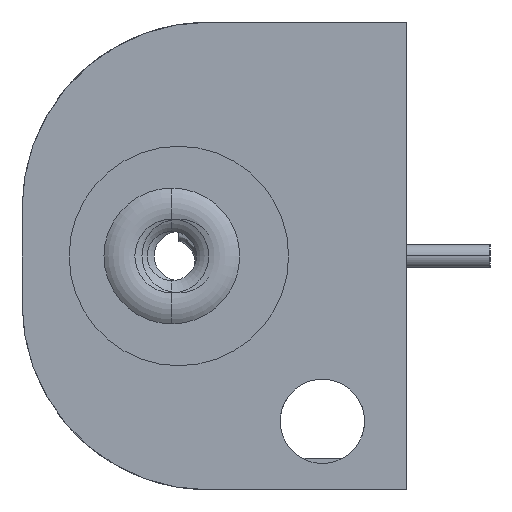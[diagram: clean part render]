
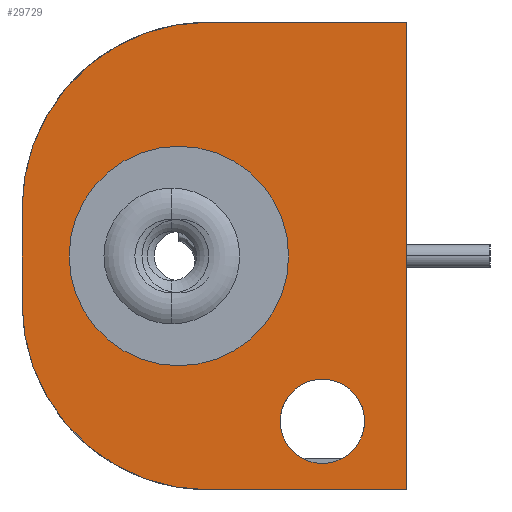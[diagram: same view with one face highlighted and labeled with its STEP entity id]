
A CAD part, left-side view. The second image highlights one B-rep face of the part: STEP entity #29729.
In plain terms, the highlighted planar face has unit normal (-1, 0, 0).
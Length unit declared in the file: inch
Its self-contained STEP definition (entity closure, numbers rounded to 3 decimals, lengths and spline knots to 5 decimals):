
#150 = DIRECTION ( 'NONE',  ( 1., 0., 0. ) ) ;
#202 = VERTEX_POINT ( 'NONE', #7525 ) ;
#317 = FACE_BOUND ( 'NONE', #6634, .T. ) ;
#361 = CIRCLE ( 'NONE', #4473, 0.265 ) ;
#425 = CARTESIAN_POINT ( 'NONE',  ( -1.00673, -0.08227, -0.12662 ) ) ;
#719 = ORIENTED_EDGE ( 'NONE', *, *, #12070, .F. ) ;
#992 = CARTESIAN_POINT ( 'NONE',  ( -1.00673, -0.12427, -0.03812 ) ) ;
#1017 = EDGE_CURVE ( 'NONE', #30947, #16915, #361, .T. ) ;
#1277 = AXIS2_PLACEMENT_3D ( 'NONE', #29592, #7722, #27363 ) ;
#1727 = DIRECTION ( 'NONE',  ( 0., 0., -1. ) ) ;
#1970 = AXIS2_PLACEMENT_3D ( 'NONE', #25432, #8026, #1727 ) ;
#2007 = CARTESIAN_POINT ( 'NONE',  ( -1.00673, -0.28627, -0.26562 ) ) ;
#2383 = VERTEX_POINT ( 'NONE', #2565 ) ;
#2565 = CARTESIAN_POINT ( 'NONE',  ( -1.00673, -0.28627, -0.14562 ) ) ;
#3743 = CARTESIAN_POINT ( 'NONE',  ( -1.00673, -0.12427, 0.09688 ) ) ;
#3817 = LINE ( 'NONE', #30490, #27966 ) ;
#4308 = AXIS2_PLACEMENT_3D ( 'NONE', #3743, #30258, #23380 ) ;
#4466 = CARTESIAN_POINT ( 'NONE',  ( -1.00673, -0.40627, -0.30312 ) ) ;
#4473 = AXIS2_PLACEMENT_3D ( 'NONE', #992, #10748, #11062 ) ;
#4530 = LINE ( 'NONE', #12155, #15527 ) ;
#5418 = AXIS2_PLACEMENT_3D ( 'NONE', #23715, #25951, #11721 ) ;
#5503 = ORIENTED_EDGE ( 'NONE', *, *, #1017, .F. ) ;
#6634 = EDGE_LOOP ( 'NONE', ( #8719, #30640 ) ) ;
#6925 = LINE ( 'NONE', #11705, #29807 ) ;
#7525 = CARTESIAN_POINT ( 'NONE',  ( -1.00673, -0.40627, 0.36188 ) ) ;
#7629 = CARTESIAN_POINT ( 'NONE',  ( -1.00673, -0.12427, 0.36188 ) ) ;
#7722 = DIRECTION ( 'NONE',  ( 1., 0., 0. ) ) ;
#7989 = FACE_OUTER_BOUND ( 'NONE', #16013, .T. ) ;
#8026 = DIRECTION ( 'NONE',  ( 1., 0., 0. ) ) ;
#8719 = ORIENTED_EDGE ( 'NONE', *, *, #18325, .T. ) ;
#9214 = ORIENTED_EDGE ( 'NONE', *, *, #10933, .F. ) ;
#9908 = DIRECTION ( 'NONE',  ( 0., 1., 0. ) ) ;
#9929 = VECTOR ( 'NONE', #30063, 39.37008 ) ;
#10006 = CARTESIAN_POINT ( 'NONE',  ( -1.00673, -0.12427, -0.30312 ) ) ;
#10008 = CIRCLE ( 'NONE', #5418, 0.156 ) ;
#10072 = PLANE ( 'NONE',  #28177 ) ;
#10118 = LINE ( 'NONE', #22255, #9929 ) ;
#10748 = DIRECTION ( 'NONE',  ( 1., 0., 0. ) ) ;
#10933 = EDGE_CURVE ( 'NONE', #23957, #30947, #3817, .T. ) ;
#11062 = DIRECTION ( 'NONE',  ( 0., 0., -1. ) ) ;
#11541 = DIRECTION ( 'NONE',  ( 0., -1., 0. ) ) ;
#11705 = CARTESIAN_POINT ( 'NONE',  ( -1.00673, -0.40627, 0.36188 ) ) ;
#11721 = DIRECTION ( 'NONE',  ( 0., 0., -1. ) ) ;
#11928 = EDGE_LOOP ( 'NONE', ( #18546, #12847 ) ) ;
#12070 = EDGE_CURVE ( 'NONE', #17819, #22162, #25231, .T. ) ;
#12155 = CARTESIAN_POINT ( 'NONE',  ( -1.00673, -0.40627, 0.36188 ) ) ;
#12195 = EDGE_CURVE ( 'NONE', #202, #23957, #6925, .T. ) ;
#12332 = CARTESIAN_POINT ( 'NONE',  ( -1.00673, -0.28627, -0.20562 ) ) ;
#12847 = ORIENTED_EDGE ( 'NONE', *, *, #24471, .T. ) ;
#12950 = VERTEX_POINT ( 'NONE', #27522 ) ;
#13563 = DIRECTION ( 'NONE',  ( 0., 1., 0. ) ) ;
#13987 = EDGE_CURVE ( 'NONE', #22162, #202, #4530, .T. ) ;
#15019 = FACE_BOUND ( 'NONE', #11928, .T. ) ;
#15527 = VECTOR ( 'NONE', #11541, 39.37008 ) ;
#16013 = EDGE_LOOP ( 'NONE', ( #5503, #9214, #17651, #27442, #719, #30175 ) ) ;
#16915 = VERTEX_POINT ( 'NONE', #25678 ) ;
#17573 = EDGE_CURVE ( 'NONE', #27424, #12950, #30884, .T. ) ;
#17651 = ORIENTED_EDGE ( 'NONE', *, *, #12195, .F. ) ;
#17819 = VERTEX_POINT ( 'NONE', #21728 ) ;
#18325 = EDGE_CURVE ( 'NONE', #12950, #27424, #10008, .T. ) ;
#18546 = ORIENTED_EDGE ( 'NONE', *, *, #24590, .T. ) ;
#19934 = EDGE_CURVE ( 'NONE', #16915, #17819, #10118, .T. ) ;
#21728 = CARTESIAN_POINT ( 'NONE',  ( -1.00673, 0.14073, 0.09688 ) ) ;
#21853 = CIRCLE ( 'NONE', #1970, 0.06 ) ;
#22162 = VERTEX_POINT ( 'NONE', #7629 ) ;
#22255 = CARTESIAN_POINT ( 'NONE',  ( -1.00673, 0.14073, -0.03812 ) ) ;
#23380 = DIRECTION ( 'NONE',  ( 0., 0., 1. ) ) ;
#23715 = CARTESIAN_POINT ( 'NONE',  ( -1.00673, -0.08227, 0.02938 ) ) ;
#23855 = DIRECTION ( 'NONE',  ( 0., 0., -1. ) ) ;
#23957 = VERTEX_POINT ( 'NONE', #4466 ) ;
#24471 = EDGE_CURVE ( 'NONE', #24932, #2383, #29003, .T. ) ;
#24590 = EDGE_CURVE ( 'NONE', #2383, #24932, #21853, .T. ) ;
#24800 = DIRECTION ( 'NONE',  ( 1., 0., 0. ) ) ;
#24932 = VERTEX_POINT ( 'NONE', #2007 ) ;
#25231 = CIRCLE ( 'NONE', #4308, 0.265 ) ;
#25432 = CARTESIAN_POINT ( 'NONE',  ( -1.00673, -0.28627, -0.20562 ) ) ;
#25678 = CARTESIAN_POINT ( 'NONE',  ( -1.00673, 0.14073, -0.03812 ) ) ;
#25951 = DIRECTION ( 'NONE',  ( 1., 0., 0. ) ) ;
#26454 = AXIS2_PLACEMENT_3D ( 'NONE', #12332, #24800, #29743 ) ;
#27318 = CARTESIAN_POINT ( 'NONE',  ( -1.00673, -0.12427, -0.03812 ) ) ;
#27363 = DIRECTION ( 'NONE',  ( 0., 0., -1. ) ) ;
#27424 = VERTEX_POINT ( 'NONE', #425 ) ;
#27442 = ORIENTED_EDGE ( 'NONE', *, *, #13987, .F. ) ;
#27522 = CARTESIAN_POINT ( 'NONE',  ( -1.00673, -0.08227, 0.18538 ) ) ;
#27966 = VECTOR ( 'NONE', #13563, 39.37008 ) ;
#28177 = AXIS2_PLACEMENT_3D ( 'NONE', #27318, #150, #9908 ) ;
#29003 = CIRCLE ( 'NONE', #26454, 0.06 ) ;
#29592 = CARTESIAN_POINT ( 'NONE',  ( -1.00673, -0.08227, 0.02938 ) ) ;
#29729 = ADVANCED_FACE ( 'NONE', ( #317, #15019, #7989 ), #10072, .F. ) ;
#29743 = DIRECTION ( 'NONE',  ( 0., 0., -1. ) ) ;
#29807 = VECTOR ( 'NONE', #23855, 39.37008 ) ;
#30063 = DIRECTION ( 'NONE',  ( 0., 0., 1. ) ) ;
#30175 = ORIENTED_EDGE ( 'NONE', *, *, #19934, .F. ) ;
#30258 = DIRECTION ( 'NONE',  ( 1., 0., 0. ) ) ;
#30490 = CARTESIAN_POINT ( 'NONE',  ( -1.00673, -0.40627, -0.30312 ) ) ;
#30640 = ORIENTED_EDGE ( 'NONE', *, *, #17573, .T. ) ;
#30884 = CIRCLE ( 'NONE', #1277, 0.156 ) ;
#30947 = VERTEX_POINT ( 'NONE', #10006 ) ;
